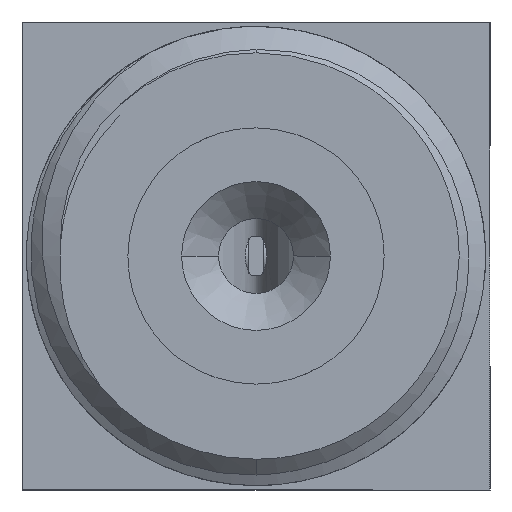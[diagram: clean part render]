
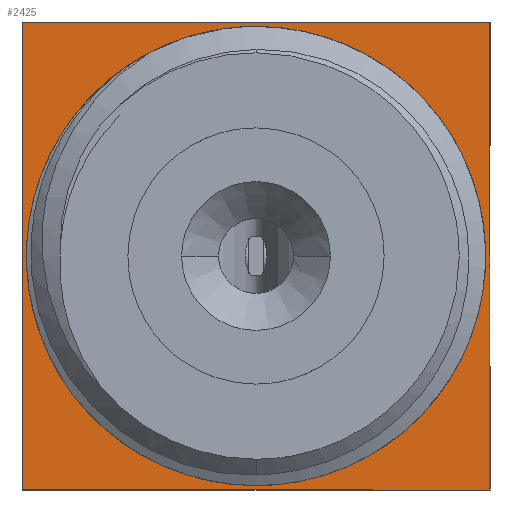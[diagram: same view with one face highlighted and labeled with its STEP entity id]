
A CAD part, left-side view. The second image highlights one B-rep face of the part: STEP entity #2425.
In plain terms, the highlighted planar face has unit normal (-1, 0, 0).
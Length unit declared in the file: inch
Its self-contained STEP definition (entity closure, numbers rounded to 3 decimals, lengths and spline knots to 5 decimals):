
#142 = CARTESIAN_POINT ( 'NONE',  ( 0.5315, -0.03783, 0.15869 ) ) ;
#196 = EDGE_CURVE ( 'NONE', #10278, #2085, #6984, .T. ) ;
#202 = ORIENTED_EDGE ( 'NONE', *, *, #11181, .F. ) ;
#364 = AXIS2_PLACEMENT_3D ( 'NONE', #5625, #4765, #5793 ) ;
#860 = ORIENTED_EDGE ( 'NONE', *, *, #10281, .T. ) ;
#908 = EDGE_CURVE ( 'NONE', #8424, #2198, #6134, .T. ) ;
#1082 = EDGE_CURVE ( 'NONE', #5505, #10278, #1997, .T. ) ;
#1364 = EDGE_CURVE ( 'NONE', #2198, #4150, #7070, .T. ) ;
#1506 = CARTESIAN_POINT ( 'NONE',  ( 0.5315, 0.10578, -0.12323 ) ) ;
#1572 = CARTESIAN_POINT ( 'NONE',  ( 0.5315, -0.1624, 0. ) ) ;
#1678 = CARTESIAN_POINT ( 'NONE',  ( 0.5315, -0.1624, 0. ) ) ;
#1682 = B_SPLINE_CURVE_WITH_KNOTS ( 'NONE', 3,
 ( #10553, #8642, #7041, #4478, #142, #5280, #3508, #6991, #9602, #11240, #5338, #9710, #1737, #6872, #3393, #5167, #10440, #7729 ),
 .UNSPECIFIED., .F., .F.,
 ( 4, 2, 2, 2, 2, 2, 2, 2, 4 ),
 ( 0., 0.09072, 0.18145, 0.27217, 0.3629, 0.45362, 0.54434, 0.63507, 0.72579 ),
 .UNSPECIFIED. ) ;
#1737 = CARTESIAN_POINT ( 'NONE',  ( 0.5315, 0.1284, 0.10063 ) ) ;
#1883 = VERTEX_POINT ( 'NONE', #7456 ) ;
#1957 = LINE ( 'NONE', #5445, #3489 ) ;
#1995 = CARTESIAN_POINT ( 'NONE',  ( 0.5315, 0.18701, 0. ) ) ;
#1997 = LINE ( 'NONE', #4627, #7586 ) ;
#2085 = VERTEX_POINT ( 'NONE', #5062 ) ;
#2198 = VERTEX_POINT ( 'NONE', #1572 ) ;
#2342 = CARTESIAN_POINT ( 'NONE',  ( 0.5315, -0.1573, 0.04662 ) ) ;
#2425 = ADVANCED_FACE ( 'NONE', ( #6534, #8250 ), #6648, .T. ) ;
#2485 = CARTESIAN_POINT ( 'NONE',  ( 0.5315, -0.05379, -0.15401 ) ) ;
#3241 = CARTESIAN_POINT ( 'NONE',  ( 0.5315, 0.1624, -0.02332 ) ) ;
#3393 = CARTESIAN_POINT ( 'NONE',  ( 0.5315, 0.15151, 0.06047 ) ) ;
#3489 = VECTOR ( 'NONE', #8919, 39.37008 ) ;
#3508 = CARTESIAN_POINT ( 'NONE',  ( 0.5315, 0.00831, 0.16292 ) ) ;
#3552 = EDGE_LOOP ( 'NONE', ( #5660, #7342, #6987, #202 ) ) ;
#3905 = CARTESIAN_POINT ( 'NONE',  ( 0.5315, 0.18701, -0.18701 ) ) ;
#4104 = CARTESIAN_POINT ( 'NONE',  ( 0.5315, -0.1624, 0.02332 ) ) ;
#4150 = VERTEX_POINT ( 'NONE', #4800 ) ;
#4478 = CARTESIAN_POINT ( 'NONE',  ( 0.5315, -0.0528, 0.15435 ) ) ;
#4627 = CARTESIAN_POINT ( 'NONE',  ( 0.5315, 0., -0.18701 ) ) ;
#4765 = DIRECTION ( 'NONE',  ( -1., 0., 0. ) ) ;
#4800 = CARTESIAN_POINT ( 'NONE',  ( 0.5315, -0.10578, 0.12323 ) ) ;
#4931 = CARTESIAN_POINT ( 'NONE',  ( 0.5315, -0.08183, -0.14113 ) ) ;
#5048 = CARTESIAN_POINT ( 'NONE',  ( 0.5315, 0.00727, -0.16297 ) ) ;
#5062 = CARTESIAN_POINT ( 'NONE',  ( 0.5315, -0.18701, 0.18701 ) ) ;
#5167 = CARTESIAN_POINT ( 'NONE',  ( 0.5315, 0.16019, 0.03086 ) ) ;
#5280 = CARTESIAN_POINT ( 'NONE',  ( 0.5315, -0.00727, 0.16297 ) ) ;
#5338 = CARTESIAN_POINT ( 'NONE',  ( 0.5315, 0.09492, 0.13267 ) ) ;
#5347 = VERTEX_POINT ( 'NONE', #9556 ) ;
#5445 = CARTESIAN_POINT ( 'NONE',  ( 0.5315, 0., 0.18701 ) ) ;
#5483 = DIRECTION ( 'NONE',  ( 0., -1., 0. ) ) ;
#5505 = VERTEX_POINT ( 'NONE', #3905 ) ;
#5625 = CARTESIAN_POINT ( 'NONE',  ( 0.5315, -0.1874, -0.1874 ) ) ;
#5660 = ORIENTED_EDGE ( 'NONE', *, *, #9667, .F. ) ;
#5746 = CARTESIAN_POINT ( 'NONE',  ( 0.5315, 0.10578, -0.12323 ) ) ;
#5790 = CARTESIAN_POINT ( 'NONE',  ( 0.5315, -0.09492, -0.13267 ) ) ;
#5793 = DIRECTION ( 'NONE',  ( 0., 0., 1. ) ) ;
#5849 = CARTESIAN_POINT ( 'NONE',  ( 0.5315, 0.09407, -0.13328 ) ) ;
#5855 = VECTOR ( 'NONE', #10693, 39.37008 ) ;
#6021 = CARTESIAN_POINT ( 'NONE',  ( 0.5315, 0.03783, -0.15869 ) ) ;
#6134 = B_SPLINE_CURVE_WITH_KNOTS ( 'NONE', 3,
 ( #1506, #5849, #7614, #6876, #6021, #5048, #6646, #7558, #2485, #4931, #5790, #10955, #6705, #11068, #9491, #10225, #9430, #1678 ),
 .UNSPECIFIED., .F., .F.,
 ( 4, 2, 2, 2, 2, 2, 2, 2, 4 ),
 ( 0., 0.09072, 0.18145, 0.27217, 0.3629, 0.45362, 0.54434, 0.63507, 0.72579 ),
 .UNSPECIFIED. ) ;
#6491 = CARTESIAN_POINT ( 'NONE',  ( 0.5315, 0.13783, -0.08899 ) ) ;
#6500 = EDGE_LOOP ( 'NONE', ( #860, #7680, #9813, #9185 ) ) ;
#6534 = FACE_BOUND ( 'NONE', #3552, .T. ) ;
#6547 = CARTESIAN_POINT ( 'NONE',  ( 0.5315, 0.1573, -0.04662 ) ) ;
#6646 = CARTESIAN_POINT ( 'NONE',  ( 0.5315, -0.00831, -0.16292 ) ) ;
#6648 = PLANE ( 'NONE',  #364 ) ;
#6672 = CARTESIAN_POINT ( 'NONE',  ( 0.5315, -0.10578, 0.12323 ) ) ;
#6705 = CARTESIAN_POINT ( 'NONE',  ( 0.5315, -0.1284, -0.10063 ) ) ;
#6872 = CARTESIAN_POINT ( 'NONE',  ( 0.5315, 0.14505, 0.07465 ) ) ;
#6876 = CARTESIAN_POINT ( 'NONE',  ( 0.5315, 0.0528, -0.15435 ) ) ;
#6915 = CARTESIAN_POINT ( 'NONE',  ( 0.5315, -0.18701, -0.18701 ) ) ;
#6984 = LINE ( 'NONE', #7722, #10595 ) ;
#6987 = ORIENTED_EDGE ( 'NONE', *, *, #908, .F. ) ;
#6991 = CARTESIAN_POINT ( 'NONE',  ( 0.5315, 0.03884, 0.15844 ) ) ;
#7041 = CARTESIAN_POINT ( 'NONE',  ( 0.5315, -0.08092, 0.14165 ) ) ;
#7070 = B_SPLINE_CURVE_WITH_KNOTS ( 'NONE', 3,
 ( #9229, #4104, #2342, #10017, #10810, #6672 ),
 .UNSPECIFIED., .F., .F.,
 ( 4, 2, 4 ),
 ( 0.72579, 0.8629, 1. ),
 .UNSPECIFIED. ) ;
#7342 = ORIENTED_EDGE ( 'NONE', *, *, #1364, .F. ) ;
#7456 = CARTESIAN_POINT ( 'NONE',  ( 0.5315, 0.1624, 0. ) ) ;
#7558 = CARTESIAN_POINT ( 'NONE',  ( 0.5315, -0.03884, -0.15844 ) ) ;
#7586 = VECTOR ( 'NONE', #5483, 39.37008 ) ;
#7614 = CARTESIAN_POINT ( 'NONE',  ( 0.5315, 0.08092, -0.14165 ) ) ;
#7661 = B_SPLINE_CURVE_WITH_KNOTS ( 'NONE', 3,
 ( #8433, #3241, #6547, #6491, #9944, #5746 ),
 .UNSPECIFIED., .F., .F.,
 ( 4, 2, 4 ),
 ( 0.72579, 0.8629, 1. ),
 .UNSPECIFIED. ) ;
#7680 = ORIENTED_EDGE ( 'NONE', *, *, #1082, .T. ) ;
#7722 = CARTESIAN_POINT ( 'NONE',  ( 0.5315, -0.18701, 0. ) ) ;
#7729 = CARTESIAN_POINT ( 'NONE',  ( 0.5315, 0.1624, 0. ) ) ;
#7892 = DIRECTION ( 'NONE',  ( 0., 0., 1. ) ) ;
#7996 = EDGE_CURVE ( 'NONE', #2085, #5347, #1957, .T. ) ;
#8250 = FACE_OUTER_BOUND ( 'NONE', #6500, .T. ) ;
#8424 = VERTEX_POINT ( 'NONE', #11046 ) ;
#8433 = CARTESIAN_POINT ( 'NONE',  ( 0.5315, 0.1624, 0. ) ) ;
#8642 = CARTESIAN_POINT ( 'NONE',  ( 0.5315, -0.09407, 0.13328 ) ) ;
#8919 = DIRECTION ( 'NONE',  ( 0., 1., 0. ) ) ;
#9063 = LINE ( 'NONE', #1995, #5855 ) ;
#9185 = ORIENTED_EDGE ( 'NONE', *, *, #7996, .T. ) ;
#9229 = CARTESIAN_POINT ( 'NONE',  ( 0.5315, -0.1624, 0. ) ) ;
#9430 = CARTESIAN_POINT ( 'NONE',  ( 0.5315, -0.1624, -0.01543 ) ) ;
#9491 = CARTESIAN_POINT ( 'NONE',  ( 0.5315, -0.15151, -0.06047 ) ) ;
#9556 = CARTESIAN_POINT ( 'NONE',  ( 0.5315, 0.18701, 0.18701 ) ) ;
#9602 = CARTESIAN_POINT ( 'NONE',  ( 0.5315, 0.05379, 0.15401 ) ) ;
#9667 = EDGE_CURVE ( 'NONE', #4150, #1883, #1682, .T. ) ;
#9710 = CARTESIAN_POINT ( 'NONE',  ( 0.5315, 0.11821, 0.11243 ) ) ;
#9813 = ORIENTED_EDGE ( 'NONE', *, *, #196, .T. ) ;
#9944 = CARTESIAN_POINT ( 'NONE',  ( 0.5315, 0.12347, -0.10804 ) ) ;
#10017 = CARTESIAN_POINT ( 'NONE',  ( 0.5315, -0.13783, 0.08899 ) ) ;
#10225 = CARTESIAN_POINT ( 'NONE',  ( 0.5315, -0.16019, -0.03086 ) ) ;
#10278 = VERTEX_POINT ( 'NONE', #6915 ) ;
#10281 = EDGE_CURVE ( 'NONE', #5347, #5505, #9063, .T. ) ;
#10440 = CARTESIAN_POINT ( 'NONE',  ( 0.5315, 0.1624, 0.01543 ) ) ;
#10553 = CARTESIAN_POINT ( 'NONE',  ( 0.5315, -0.10578, 0.12323 ) ) ;
#10595 = VECTOR ( 'NONE', #7892, 39.37008 ) ;
#10693 = DIRECTION ( 'NONE',  ( 0., 0., -1. ) ) ;
#10810 = CARTESIAN_POINT ( 'NONE',  ( 0.5315, -0.12347, 0.10804 ) ) ;
#10955 = CARTESIAN_POINT ( 'NONE',  ( 0.5315, -0.11821, -0.11243 ) ) ;
#11046 = CARTESIAN_POINT ( 'NONE',  ( 0.5315, 0.10578, -0.12323 ) ) ;
#11068 = CARTESIAN_POINT ( 'NONE',  ( 0.5315, -0.14505, -0.07465 ) ) ;
#11181 = EDGE_CURVE ( 'NONE', #1883, #8424, #7661, .T. ) ;
#11240 = CARTESIAN_POINT ( 'NONE',  ( 0.5315, 0.08183, 0.14113 ) ) ;
